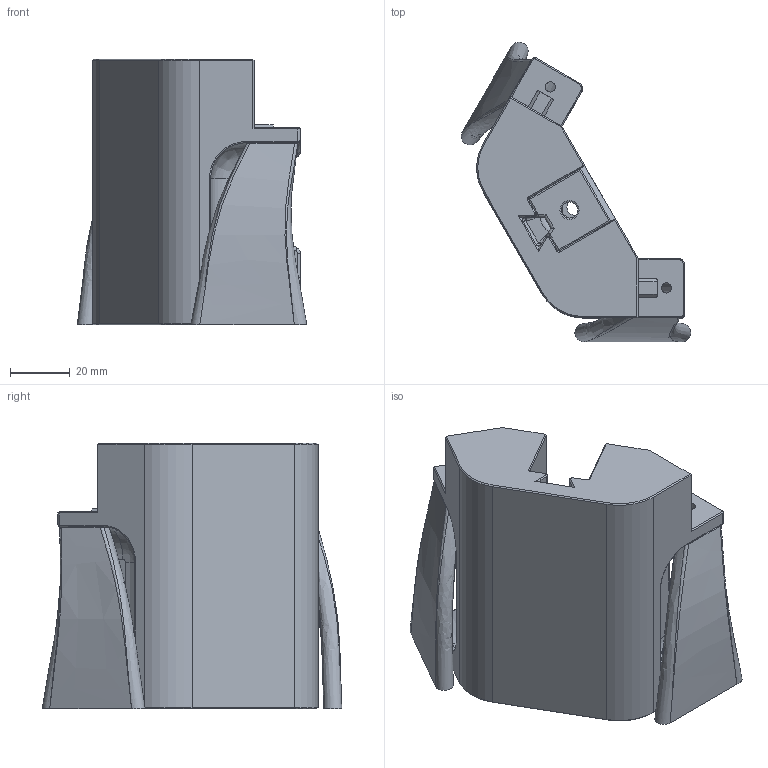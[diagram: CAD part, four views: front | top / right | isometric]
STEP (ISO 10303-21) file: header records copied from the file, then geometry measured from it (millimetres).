
FILE_DESCRIPTION(/* description */ (''),/* implementation_level */ '2;1');
FILE_NAME(/* name */ 'Corner Block.stp',/* time_stamp */ '2024-08-09T23:41:19-06:00',/* author */ ('PC'),/* organization */ (''),/* preprocessor_version */ 'ST-DEVELOPER v20',/* originating_system */ 'Autodesk Inventor 2025',/* authorisation */ '');
FILE_SCHEMA (('AUTOMOTIVE_DESIGN { 1 0 10303 214 3 1 1 }'));
Length unit declared in the file: millimetre
Products named in the file (1): Corner Block_4
Bounding box: 76.77 x 100.23 x 89 mm (x, y, z)
Volume: 185855.9 mm3; surface area: 47752.9 mm2
Topology: 3 solids, 5 shells, 392 faces, 1148 edges, 747 vertices
Faces by surface type: plane 176, cylinder 92, bspline 67, cone 32, torus 19, sphere 6
Full cylindrical faces by diameter (mm): 2.8 x4, 3.4 x2, 4.7 x1, 5.4 x2, 6.2 x2, 10.5 x1
Entity records: 23703 total; most frequent: CARTESIAN_POINT 13844, ORIENTED_EDGE 2254, DIRECTION 1789, EDGE_CURVE 1127, VERTEX_POINT 747, AXIS2_PLACEMENT_3D 635, LINE 519, VECTOR 519
